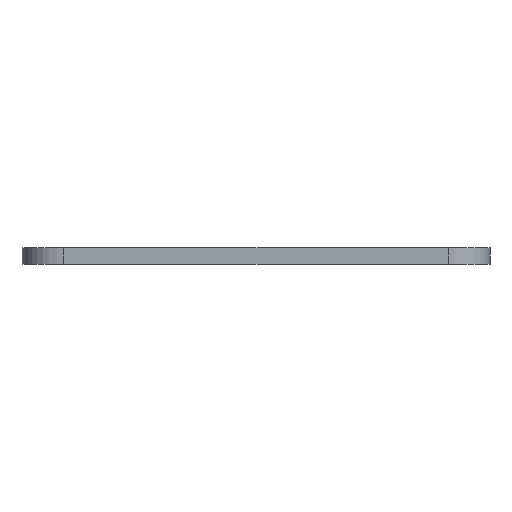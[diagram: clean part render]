
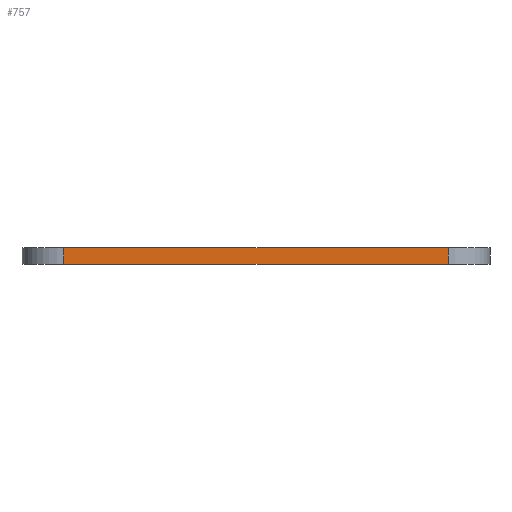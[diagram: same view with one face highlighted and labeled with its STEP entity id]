
A CAD part, left-side view. The second image highlights one B-rep face of the part: STEP entity #757.
In plain terms, the highlighted planar face has unit normal (-1, 0, 0).
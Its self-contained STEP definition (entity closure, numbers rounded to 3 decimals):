
#18 = DIRECTION ( 'NONE',  ( 0., -1., 0. ) ) ;
#21 = CARTESIAN_POINT ( 'NONE',  ( -11.2, 9.2, 0.81 ) ) ;
#58 = VERTEX_POINT ( 'NONE', #113 ) ;
#70 = DIRECTION ( 'NONE',  ( 0., 0., -1. ) ) ;
#113 = CARTESIAN_POINT ( 'NONE',  ( -11.2, 9.2, 0. ) ) ;
#199 = PLANE ( 'NONE',  #620 ) ;
#200 = CARTESIAN_POINT ( 'NONE',  ( -11.2, 9.2, 0.81 ) ) ;
#214 = CARTESIAN_POINT ( 'NONE',  ( -11.2, -9.2, 0.81 ) ) ;
#229 = VECTOR ( 'NONE', #623, 1000. ) ;
#258 = FACE_OUTER_BOUND ( 'NONE', #710, .T. ) ;
#267 = DIRECTION ( 'NONE',  ( 1., 0., 0. ) ) ;
#289 = VECTOR ( 'NONE', #18, 1000. ) ;
#293 = ORIENTED_EDGE ( 'NONE', *, *, #561, .F. ) ;
#299 = EDGE_CURVE ( 'NONE', #428, #533, #365, .T. ) ;
#302 = CARTESIAN_POINT ( 'NONE',  ( -11.2, -9.2, 0.81 ) ) ;
#310 = CARTESIAN_POINT ( 'NONE',  ( -11.2, -9.2, 0. ) ) ;
#313 = CARTESIAN_POINT ( 'NONE',  ( -11.2, -9.2, 0.81 ) ) ;
#346 = VERTEX_POINT ( 'NONE', #200 ) ;
#350 = ORIENTED_EDGE ( 'NONE', *, *, #550, .T. ) ;
#365 = LINE ( 'NONE', #302, #508 ) ;
#380 = CARTESIAN_POINT ( 'NONE',  ( -11.2, -9.2, 0.81 ) ) ;
#428 = VERTEX_POINT ( 'NONE', #380 ) ;
#458 = DIRECTION ( 'NONE',  ( 0., 0., -1. ) ) ;
#477 = EDGE_CURVE ( 'NONE', #346, #58, #611, .T. ) ;
#496 = VECTOR ( 'NONE', #547, 1000. ) ;
#498 = LINE ( 'NONE', #310, #289 ) ;
#508 = VECTOR ( 'NONE', #70, 1000. ) ;
#533 = VERTEX_POINT ( 'NONE', #621 ) ;
#547 = DIRECTION ( 'NONE',  ( 0., -1., 0. ) ) ;
#550 = EDGE_CURVE ( 'NONE', #58, #533, #498, .T. ) ;
#561 = EDGE_CURVE ( 'NONE', #346, #428, #732, .T. ) ;
#611 = LINE ( 'NONE', #21, #229 ) ;
#619 = ORIENTED_EDGE ( 'NONE', *, *, #299, .F. ) ;
#620 = AXIS2_PLACEMENT_3D ( 'NONE', #214, #267, #458 ) ;
#621 = CARTESIAN_POINT ( 'NONE',  ( -11.2, -9.2, 0. ) ) ;
#623 = DIRECTION ( 'NONE',  ( 0., 0., -1. ) ) ;
#674 = ORIENTED_EDGE ( 'NONE', *, *, #477, .T. ) ;
#710 = EDGE_LOOP ( 'NONE', ( #350, #619, #293, #674 ) ) ;
#732 = LINE ( 'NONE', #313, #496 ) ;
#757 = ADVANCED_FACE ( 'NONE', ( #258 ), #199, .F. ) ;
